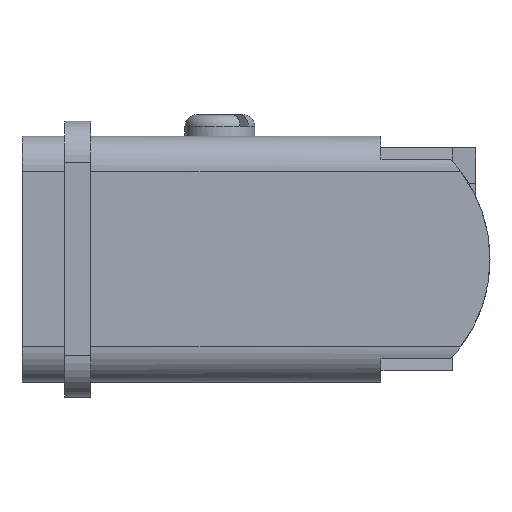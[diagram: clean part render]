
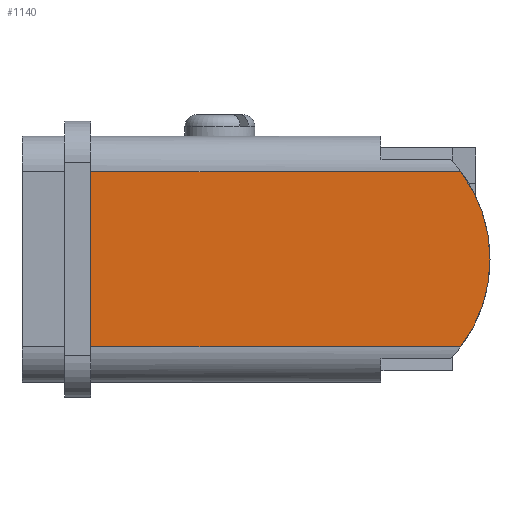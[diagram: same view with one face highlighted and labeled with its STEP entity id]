
A CAD part, left-side view. The second image highlights one B-rep face of the part: STEP entity #1140.
In plain terms, the highlighted planar face has unit normal (-1, 0, 0).
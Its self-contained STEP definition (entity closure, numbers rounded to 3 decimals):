
#1140 = ADVANCED_FACE( '', ( #2370 ), #2371, .T. );
#2370 = FACE_OUTER_BOUND( '', #3626, .T. );
#2371 = PLANE( '', #3627 );
#3626 = EDGE_LOOP( '', ( #7020, #7021, #7022, #7023 ) );
#3627 = AXIS2_PLACEMENT_3D( '', #7024, #7025, #7026 );
#7020 = ORIENTED_EDGE( '', *, *, #8168, .T. );
#7021 = ORIENTED_EDGE( '', *, *, #7948, .F. );
#7022 = ORIENTED_EDGE( '', *, *, #7639, .F. );
#7023 = ORIENTED_EDGE( '', *, *, #7545, .F. );
#7024 = CARTESIAN_POINT( '', ( -10.4, -30.3, -10.4 ) );
#7025 = DIRECTION( '', ( -1., 0., 0. ) );
#7026 = DIRECTION( '', ( 0., 0., 1. ) );
#7545 = EDGE_CURVE( '', #9138, #9141, #9142, .T. );
#7639 = EDGE_CURVE( '', #9141, #9297, #9298, .T. );
#7948 = EDGE_CURVE( '', #9297, #9799, #9800, .T. );
#8168 = EDGE_CURVE( '', #9138, #9799, #10114, .T. );
#9138 = VERTEX_POINT( '', #11365 );
#9141 = VERTEX_POINT( '', #11371 );
#9142 = CIRCLE( '', #11372, 12.3 );
#9297 = VERTEX_POINT( '', #11583 );
#9298 = LINE( '', #11584, #11585 );
#9799 = VERTEX_POINT( '', #12259 );
#9800 = LINE( '', #12260, #12261 );
#10114 = LINE( '', #12681, #12682 );
#11365 = CARTESIAN_POINT( '', ( -10.4, -37.025, 7.4 ) );
#11371 = CARTESIAN_POINT( '', ( -10.4, -37.025, -7.4 ) );
#11372 = AXIS2_PLACEMENT_3D( '', #13815, #13816, #13817 );
#11583 = CARTESIAN_POINT( '', ( -10.4, -5.8, -7.4 ) );
#11584 = CARTESIAN_POINT( '', ( -10.4, -40., -7.4 ) );
#11585 = VECTOR( '', #13922, 1000. );
#12259 = CARTESIAN_POINT( '', ( -10.4, -5.8, 7.4 ) );
#12260 = CARTESIAN_POINT( '', ( -10.4, -5.8, -7.4 ) );
#12261 = VECTOR( '', #14345, 1000. );
#12681 = CARTESIAN_POINT( '', ( -10.4, -40., 7.4 ) );
#12682 = VECTOR( '', #14611, 1000. );
#13815 = CARTESIAN_POINT( '', ( -10.4, -27.2, 0. ) );
#13816 = DIRECTION( '', ( 1., 0., 0. ) );
#13817 = DIRECTION( '', ( 0., 0., -1. ) );
#13922 = DIRECTION( '', ( 0., 1., 0. ) );
#14345 = DIRECTION( '', ( 0., 0., 1. ) );
#14611 = DIRECTION( '', ( 0., 1., 0. ) );
